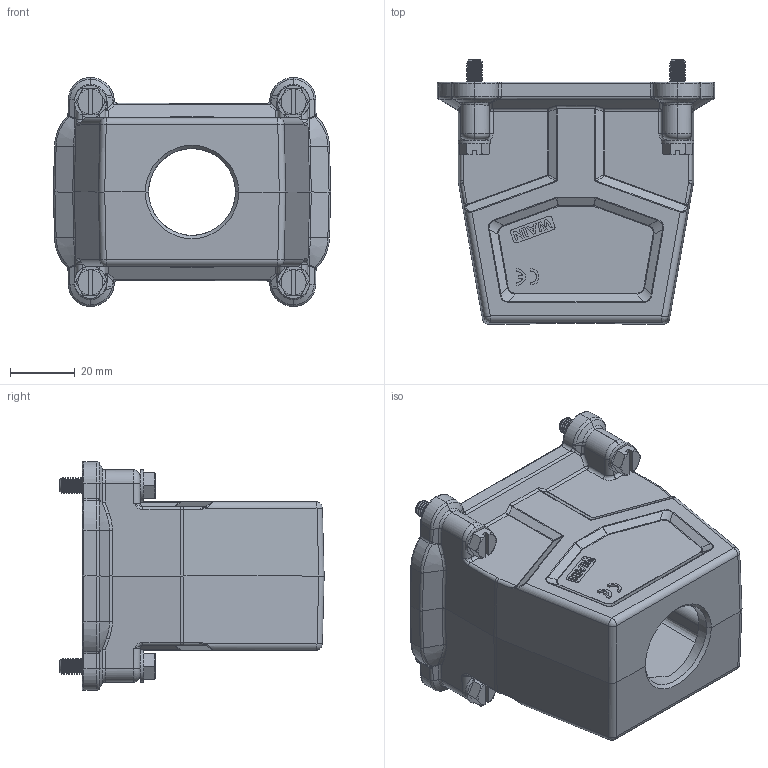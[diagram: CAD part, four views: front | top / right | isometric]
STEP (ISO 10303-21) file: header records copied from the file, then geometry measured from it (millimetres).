
FILE_DESCRIPTION(/* description */ (''),/* implementation_level */ '2;1');
FILE_NAME(/* name */ '2.stp',/* time_stamp */ '2024-03-19T18:45:24+08:00',/* author */ (''),/* organization */ (''),/* preprocessor_version */ 'ST-DEVELOPER v18.1',/* originating_system */ 'SIEMENS PLM Software NX 1980',/* authorisation */ '');
FILE_SCHEMA (('AP203_CONFIGURATION_CONTROLLED_3D_DESIGN_OF_MECHANICAL_PARTS_AND_ASSEMBLIES_MIM_LF { 1 0 10303 403 2 1 2}'));
Products named in the file (1): EMCTEH
Bounding box: 86.01 x 81.94 x 71 mm (x, y, z)
Volume: 95260.4 mm3; surface area: 42331.3 mm2
Topology: 1 solids, 4 shells, 964 faces, 2309 edges, 1364 vertices
Faces by surface type: cylinder 300, plane 289, bspline 191, torus 88, cone 54, sphere 38, revolution 4
Full cylindrical faces by diameter (mm): 2.67 x1, 4.2 x4, 4.25 x4, 5.4 x4, 10 x4, 26.9 x1
Entity records: 61579 total; most frequent: CARTESIAN_POINT 40545, ORIENTED_EDGE 4426, DIRECTION 3490, EDGE_CURVE 2213, VERTEX_POINT 1336, AXIS2_PLACEMENT_3D 1292, EDGE_LOOP 1049, ADVANCED_FACE 964
